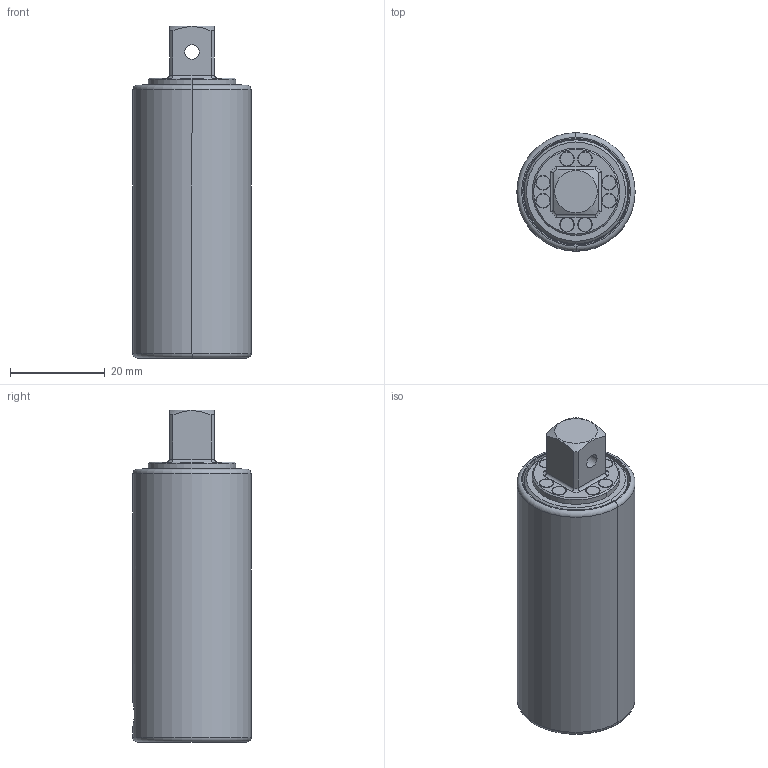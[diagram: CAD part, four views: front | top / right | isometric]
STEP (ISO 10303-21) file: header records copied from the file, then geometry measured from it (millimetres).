
FILE_DESCRIPTION((''),'2;1');
FILE_NAME('4027038525_ASM','2023-08-30T13:12:29',('a00565553'),(''),'CREO PARAMETRIC BY PTC INC, 2022414','CREO PARAMETRIC BY PTC INC, 2022414','');
FILE_SCHEMA(('CONFIG_CONTROL_DESIGN','GEOMETRIC_VALIDATION_PROPERTIES_MIM'));
Length unit declared in the file: millimetre
Products named in the file (1): 4027038525_ASM
Bounding box: 25 x 25 x 70.2 mm (x, y, z)
Surface area: 7520.6 mm2 (no closed solid volume)
Topology: 0 solids, 12 shells, 100 faces, 284 edges, 190 vertices
Faces by surface type: plane 32, cylinder 29, torus 29, cone 10
Entity records: 4377 total; most frequent: CARTESIAN_POINT 948, DIRECTION 597, ORIENTED_EDGE 486, EDGE_CURVE 284, AXIS2_PLACEMENT_3D 261, VERTEX_POINT 190, CIRCLE 160, EDGE_LOOP 116
